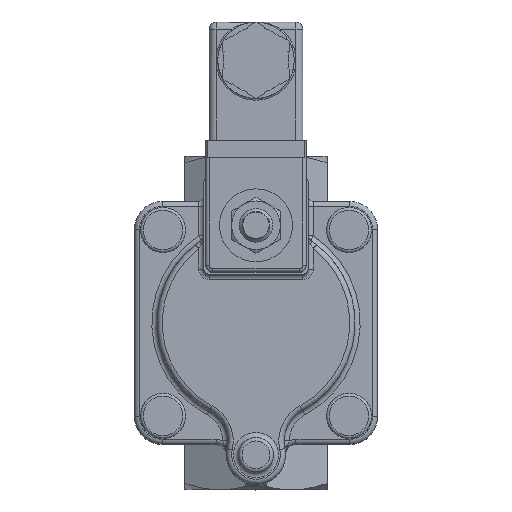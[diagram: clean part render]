
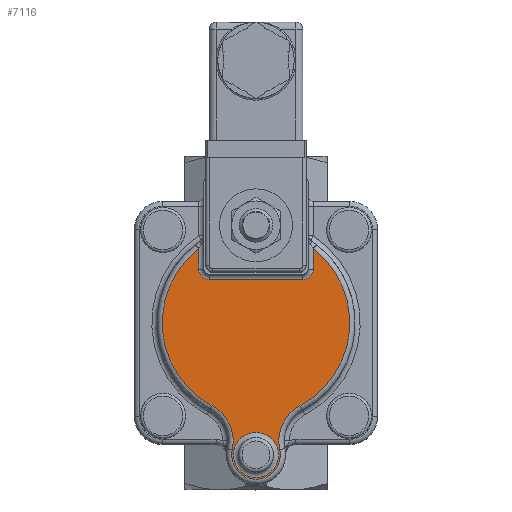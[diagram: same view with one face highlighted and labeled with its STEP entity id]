
A CAD part, top view. The second image highlights one B-rep face of the part: STEP entity #7116.
In plain terms, the highlighted planar face has unit normal (0, 0, 1).
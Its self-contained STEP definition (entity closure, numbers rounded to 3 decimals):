
#640=LINE('',#14170,#1024);
#641=LINE('',#14174,#1025);
#642=LINE('',#14178,#1026);
#1024=VECTOR('',#9842,5.872);
#1025=VECTOR('',#9845,27.);
#1026=VECTOR('',#9848,5.872);
#1414=FACE_BOUND('',#2299,.T.);
#1795=FACE_OUTER_BOUND('',#2298,.T.);
#2298=EDGE_LOOP('',(#6331,#6332,#6333,#6334,#6335,#6336,#6337,#6338,#6339,
#6340));
#2299=EDGE_LOOP('',(#6341));
#2695=CIRCLE('',#7904,6.5);
#2697=CIRCLE('',#7907,27.);
#2698=CIRCLE('',#7908,3.);
#2699=CIRCLE('',#7909,3.);
#2700=CIRCLE('',#7910,27.);
#2701=CIRCLE('',#7911,11.5);
#2702=CIRCLE('',#7912,7.);
#2703=CIRCLE('',#7913,11.5);
#3387=VERTEX_POINT('',#14161);
#3389=VERTEX_POINT('',#14166);
#3390=VERTEX_POINT('',#14167);
#3391=VERTEX_POINT('',#14169);
#3392=VERTEX_POINT('',#14171);
#3393=VERTEX_POINT('',#14173);
#3394=VERTEX_POINT('',#14175);
#3395=VERTEX_POINT('',#14177);
#3396=VERTEX_POINT('',#14179);
#3397=VERTEX_POINT('',#14181);
#3398=VERTEX_POINT('',#14183);
#4380=EDGE_CURVE('',#3387,#3387,#2695,.T.);
#4382=EDGE_CURVE('',#3389,#3390,#2697,.T.);
#4383=EDGE_CURVE('',#3391,#3389,#640,.T.);
#4384=EDGE_CURVE('',#3392,#3391,#2698,.T.);
#4385=EDGE_CURVE('',#3393,#3392,#641,.T.);
#4386=EDGE_CURVE('',#3394,#3393,#2699,.T.);
#4387=EDGE_CURVE('',#3395,#3394,#642,.T.);
#4388=EDGE_CURVE('',#3396,#3395,#2700,.T.);
#4389=EDGE_CURVE('',#3397,#3396,#2701,.T.);
#4390=EDGE_CURVE('',#3398,#3397,#2702,.T.);
#4391=EDGE_CURVE('',#3390,#3398,#2703,.T.);
#6331=ORIENTED_EDGE('',*,*,#4382,.F.);
#6332=ORIENTED_EDGE('',*,*,#4383,.F.);
#6333=ORIENTED_EDGE('',*,*,#4384,.F.);
#6334=ORIENTED_EDGE('',*,*,#4385,.F.);
#6335=ORIENTED_EDGE('',*,*,#4386,.F.);
#6336=ORIENTED_EDGE('',*,*,#4387,.F.);
#6337=ORIENTED_EDGE('',*,*,#4388,.F.);
#6338=ORIENTED_EDGE('',*,*,#4389,.F.);
#6339=ORIENTED_EDGE('',*,*,#4390,.F.);
#6340=ORIENTED_EDGE('',*,*,#4391,.F.);
#6341=ORIENTED_EDGE('',*,*,#4380,.F.);
#6729=PLANE('',#7906);
#7116=ADVANCED_FACE('',(#1795,#1414),#6729,.T.);
#7904=AXIS2_PLACEMENT_3D('',#14162,#9834,#9835);
#7906=AXIS2_PLACEMENT_3D('',#14165,#9838,#9839);
#7907=AXIS2_PLACEMENT_3D('',#14168,#9840,#9841);
#7908=AXIS2_PLACEMENT_3D('',#14172,#9843,#9844);
#7909=AXIS2_PLACEMENT_3D('',#14176,#9846,#9847);
#7910=AXIS2_PLACEMENT_3D('',#14180,#9849,#9850);
#7911=AXIS2_PLACEMENT_3D('',#14182,#9851,#9852);
#7912=AXIS2_PLACEMENT_3D('',#14184,#9853,#9854);
#7913=AXIS2_PLACEMENT_3D('',#14185,#9855,#9856);
#9834=DIRECTION('center_axis',(0.,0.,
1.));
#9835=DIRECTION('ref_axis',(0.,-1.,0.));
#9838=DIRECTION('center_axis',(0.,0.,
1.));
#9839=DIRECTION('ref_axis',(0.,-1.,0.));
#9840=DIRECTION('center_axis',(0.,0.,
-1.));
#9841=DIRECTION('ref_axis',(0.998,-0.065,0.));
#9842=DIRECTION('',(0.,1.,0.));
#9843=DIRECTION('center_axis',(0.,0.,
1.));
#9844=DIRECTION('ref_axis',(0.707,-0.707,0.));
#9845=DIRECTION('',(1.,0.,0.));
#9846=DIRECTION('center_axis',(0.,0.,
1.));
#9847=DIRECTION('ref_axis',(-0.707,-0.707,0.));
#9848=DIRECTION('',(0.,-1.,0.));
#9849=DIRECTION('center_axis',(0.,0.,
-1.));
#9850=DIRECTION('ref_axis',(-0.998,-0.065,0.));
#9851=DIRECTION('center_axis',(0.,0.,
1.));
#9852=DIRECTION('ref_axis',(0.908,0.419,0.));
#9853=DIRECTION('center_axis',(0.,0.,
-1.));
#9854=DIRECTION('ref_axis',(0.,-1.,0.));
#9855=DIRECTION('center_axis',(0.,0.,
1.));
#9856=DIRECTION('ref_axis',(-0.908,0.419,0.));
#14161=CARTESIAN_POINT('',(0.,-18.936,11.344));
#14162=CARTESIAN_POINT('Origin',(0.,-25.436,
11.344));
#14165=CARTESIAN_POINT('Origin',(-14.25,12.564,11.344));
#14166=CARTESIAN_POINT('',(16.5,33.936,11.344));
#14167=CARTESIAN_POINT('',(12.667,-11.28,11.344));
#14168=CARTESIAN_POINT('Origin',(0.,12.564,
11.344));
#14169=CARTESIAN_POINT('',(16.5,28.064,11.344));
#14170=CARTESIAN_POINT('',(16.5,32.814,11.344));
#14171=CARTESIAN_POINT('',(13.5,25.064,11.344));
#14172=CARTESIAN_POINT('Origin',(13.5,28.064,11.344));
#14173=CARTESIAN_POINT('',(-13.5,25.064,11.344));
#14174=CARTESIAN_POINT('',(-0.375,25.064,11.344));
#14175=CARTESIAN_POINT('',(-16.5,28.064,11.344));
#14176=CARTESIAN_POINT('Origin',(-13.5,28.064,11.344));
#14177=CARTESIAN_POINT('',(-16.5,33.936,11.344));
#14178=CARTESIAN_POINT('',(-16.5,20.314,11.344));
#14179=CARTESIAN_POINT('',(-12.667,-11.28,11.344));
#14180=CARTESIAN_POINT('Origin',(0.,12.564,
11.344));
#14181=CARTESIAN_POINT('',(-6.834,-23.922,11.344));
#14182=CARTESIAN_POINT('Origin',(-18.062,-21.436,11.344));
#14183=CARTESIAN_POINT('',(6.834,-23.922,11.344));
#14184=CARTESIAN_POINT('Origin',(0.,-25.436,
11.344));
#14185=CARTESIAN_POINT('Origin',(18.062,-21.436,11.344));
